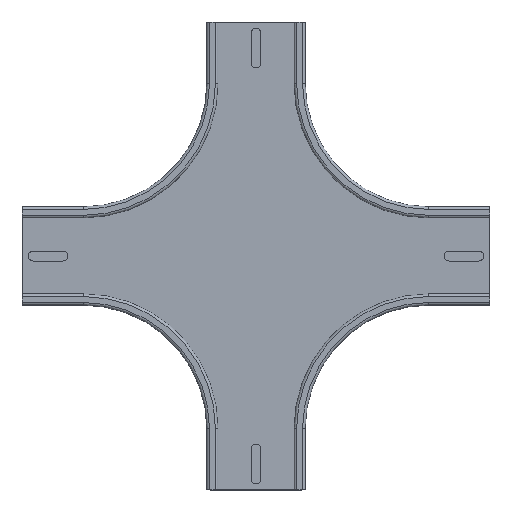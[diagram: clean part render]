
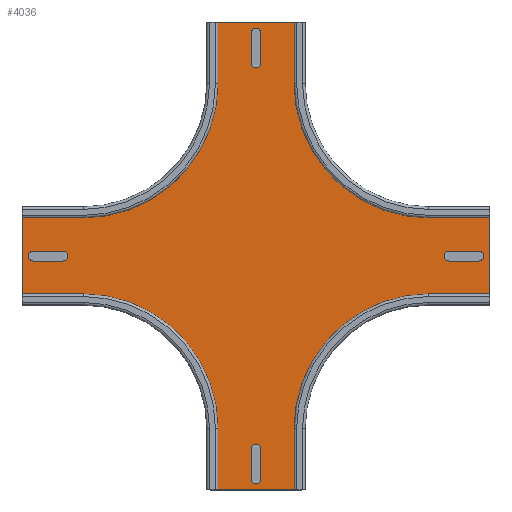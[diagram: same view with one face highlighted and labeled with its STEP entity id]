
A CAD part, top view. The second image highlights one B-rep face of the part: STEP entity #4036.
In plain terms, the highlighted planar face has unit normal (0, 0, 1).
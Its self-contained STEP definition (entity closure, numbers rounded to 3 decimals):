
#274=FACE_OUTER_BOUND('',#540,.T.);
#540=EDGE_LOOP('',(#2919,#2920,#2921,#2922,#2923,#2924,#2925,#2926,#2927,
#2928,#2929,#2930,#2931,#2932,#2933,#2934));
#772=LINE('',#6999,#1132);
#808=LINE('',#7122,#1168);
#847=LINE('',#7286,#1207);
#848=LINE('',#7288,#1208);
#849=LINE('',#7290,#1209);
#850=LINE('',#7294,#1210);
#851=LINE('',#7296,#1211);
#852=LINE('',#7298,#1212);
#853=LINE('',#7302,#1213);
#854=LINE('',#7304,#1214);
#855=LINE('',#7306,#1215);
#856=LINE('',#7309,#1216);
#1132=VECTOR('',#5422,1.);
#1168=VECTOR('',#5544,1.);
#1207=VECTOR('',#5751,1.);
#1208=VECTOR('',#5752,1.);
#1209=VECTOR('',#5753,1.);
#1210=VECTOR('',#5756,1.);
#1211=VECTOR('',#5757,1.);
#1212=VECTOR('',#5758,1.);
#1213=VECTOR('',#5761,1.);
#1214=VECTOR('',#5762,1.);
#1215=VECTOR('',#5763,1.);
#1216=VECTOR('',#5766,1.);
#1539=VERTEX_POINT('',#6992);
#1542=VERTEX_POINT('',#6997);
#1583=VERTEX_POINT('',#7115);
#1586=VERTEX_POINT('',#7120);
#1627=VERTEX_POINT('',#7285);
#1628=VERTEX_POINT('',#7287);
#1629=VERTEX_POINT('',#7289);
#1630=VERTEX_POINT('',#7291);
#1631=VERTEX_POINT('',#7293);
#1632=VERTEX_POINT('',#7295);
#1633=VERTEX_POINT('',#7297);
#1634=VERTEX_POINT('',#7299);
#1635=VERTEX_POINT('',#7301);
#1636=VERTEX_POINT('',#7303);
#1637=VERTEX_POINT('',#7305);
#1638=VERTEX_POINT('',#7307);
#1990=EDGE_CURVE('',#1539,#1542,#772,.T.);
#2050=EDGE_CURVE('',#1583,#1586,#808,.T.);
#2132=EDGE_CURVE('',#1539,#1586,#4412,.T.);
#2133=EDGE_CURVE('',#1583,#1627,#847,.T.);
#2134=EDGE_CURVE('',#1542,#1628,#848,.T.);
#2135=EDGE_CURVE('',#1629,#1628,#849,.T.);
#2136=EDGE_CURVE('',#1629,#1630,#4413,.T.);
#2137=EDGE_CURVE('',#1631,#1630,#850,.T.);
#2138=EDGE_CURVE('',#1632,#1631,#851,.T.);
#2139=EDGE_CURVE('',#1632,#1633,#852,.T.);
#2140=EDGE_CURVE('',#1634,#1633,#4414,.T.);
#2141=EDGE_CURVE('',#1634,#1635,#853,.T.);
#2142=EDGE_CURVE('',#1636,#1635,#854,.T.);
#2143=EDGE_CURVE('',#1637,#1636,#855,.T.);
#2144=EDGE_CURVE('',#1637,#1638,#4415,.T.);
#2145=EDGE_CURVE('',#1627,#1638,#856,.T.);
#2919=ORIENTED_EDGE('',*,*,#2133,.F.);
#2920=ORIENTED_EDGE('',*,*,#2050,.T.);
#2921=ORIENTED_EDGE('',*,*,#2132,.F.);
#2922=ORIENTED_EDGE('',*,*,#1990,.T.);
#2923=ORIENTED_EDGE('',*,*,#2134,.T.);
#2924=ORIENTED_EDGE('',*,*,#2135,.F.);
#2925=ORIENTED_EDGE('',*,*,#2136,.T.);
#2926=ORIENTED_EDGE('',*,*,#2137,.F.);
#2927=ORIENTED_EDGE('',*,*,#2138,.F.);
#2928=ORIENTED_EDGE('',*,*,#2139,.T.);
#2929=ORIENTED_EDGE('',*,*,#2140,.F.);
#2930=ORIENTED_EDGE('',*,*,#2141,.T.);
#2931=ORIENTED_EDGE('',*,*,#2142,.F.);
#2932=ORIENTED_EDGE('',*,*,#2143,.F.);
#2933=ORIENTED_EDGE('',*,*,#2144,.T.);
#2934=ORIENTED_EDGE('',*,*,#2145,.F.);
#3899=PLANE('',#4826);
#4036=ADVANCED_FACE('',(#274),#3899,.F.);
#4412=CIRCLE('',#4825,102.6);
#4413=CIRCLE('',#4827,102.6);
#4414=CIRCLE('',#4828,102.6);
#4415=CIRCLE('',#4829,102.6);
#4825=AXIS2_PLACEMENT_3D('',#7283,#5747,#5748);
#4826=AXIS2_PLACEMENT_3D('',#7284,#5749,#5750);
#4827=AXIS2_PLACEMENT_3D('',#7292,#5754,#5755);
#4828=AXIS2_PLACEMENT_3D('',#7300,#5759,#5760);
#4829=AXIS2_PLACEMENT_3D('',#7308,#5764,#5765);
#5422=DIRECTION('',(-1.,0.,0.));
#5544=DIRECTION('',(0.,-1.,0.));
#5747=DIRECTION('center_axis',(0.,0.,1.));
#5748=DIRECTION('ref_axis',(0.,-1.,0.));
#5749=DIRECTION('center_axis',(0.,0.,-1.));
#5750=DIRECTION('ref_axis',(1.,0.,0.));
#5751=DIRECTION('',(1.,0.,0.));
#5752=DIRECTION('',(0.,-1.,0.));
#5753=DIRECTION('',(-1.,0.,0.));
#5754=DIRECTION('center_axis',(0.,0.,-1.));
#5755=DIRECTION('ref_axis',(0.,1.,0.));
#5756=DIRECTION('',(0.,1.,0.));
#5757=DIRECTION('',(-1.,0.,0.));
#5758=DIRECTION('',(0.,1.,0.));
#5759=DIRECTION('center_axis',(0.,0.,1.));
#5760=DIRECTION('ref_axis',(0.,1.,0.));
#5761=DIRECTION('',(1.,0.,0.));
#5762=DIRECTION('',(0.,-1.,0.));
#5763=DIRECTION('',(1.,0.,0.));
#5764=DIRECTION('center_axis',(0.,0.,-1.));
#5765=DIRECTION('ref_axis',(0.,-1.,0.));
#5766=DIRECTION('',(0.,-1.,0.));
#6992=CARTESIAN_POINT('',(61.068,110.519,0.8));
#6997=CARTESIAN_POINT('',(11.768,110.519,0.8));
#6999=CARTESIAN_POINT('',(61.068,110.519,0.8));
#7115=CARTESIAN_POINT('',(163.668,262.419,0.8));
#7120=CARTESIAN_POINT('',(163.668,213.119,0.8));
#7122=CARTESIAN_POINT('',(163.668,262.419,0.8));
#7283=CARTESIAN_POINT('Origin',(61.068,213.119,0.8));
#7284=CARTESIAN_POINT('Origin',(61.068,61.919,0.8));
#7285=CARTESIAN_POINT('',(237.868,262.419,0.8));
#7286=CARTESIAN_POINT('',(189.268,262.419,0.8));
#7287=CARTESIAN_POINT('',(11.768,36.319,0.8));
#7288=CARTESIAN_POINT('',(11.768,96.419,0.8));
#7289=CARTESIAN_POINT('',(61.068,36.319,0.8));
#7290=CARTESIAN_POINT('',(61.068,36.319,0.8));
#7291=CARTESIAN_POINT('',(163.668,-66.281,0.8));
#7292=CARTESIAN_POINT('Origin',(61.068,-66.281,0.8));
#7293=CARTESIAN_POINT('',(163.668,-115.581,0.8));
#7294=CARTESIAN_POINT('',(163.668,-115.581,0.8));
#7295=CARTESIAN_POINT('',(237.868,-115.581,0.8));
#7296=CARTESIAN_POINT('',(223.768,-115.581,0.8));
#7297=CARTESIAN_POINT('',(237.868,-66.281,0.8));
#7298=CARTESIAN_POINT('',(237.868,-115.581,0.8));
#7299=CARTESIAN_POINT('',(340.468,36.319,0.8));
#7300=CARTESIAN_POINT('Origin',(340.468,-66.281,0.8));
#7301=CARTESIAN_POINT('',(389.768,36.319,0.8));
#7302=CARTESIAN_POINT('',(340.468,36.319,0.8));
#7303=CARTESIAN_POINT('',(389.768,110.519,0.8));
#7304=CARTESIAN_POINT('',(389.768,96.419,0.8));
#7305=CARTESIAN_POINT('',(340.468,110.519,0.8));
#7306=CARTESIAN_POINT('',(340.468,110.519,0.8));
#7307=CARTESIAN_POINT('',(237.868,213.119,0.8));
#7308=CARTESIAN_POINT('Origin',(340.468,213.119,0.8));
#7309=CARTESIAN_POINT('',(237.868,262.419,0.8));
